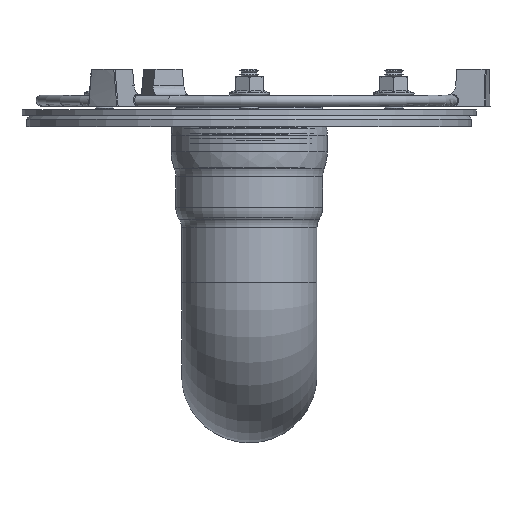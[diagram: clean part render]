
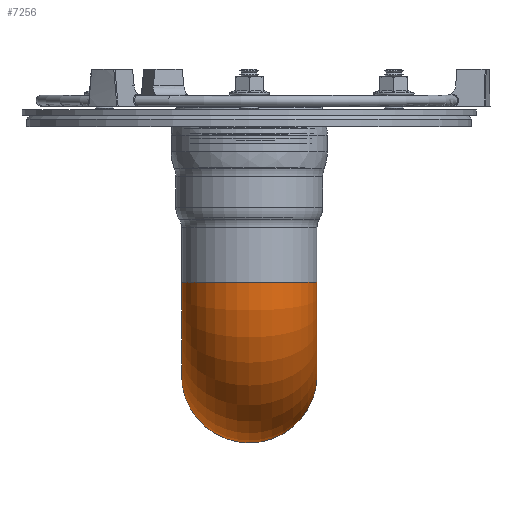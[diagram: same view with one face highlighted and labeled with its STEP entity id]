
A CAD part, left-side view. The second image highlights one B-rep face of the part: STEP entity #7256.
In plain terms, the highlighted toroidal (fillet/blend) face has major radius 500 mm and minor radius 365 mm.
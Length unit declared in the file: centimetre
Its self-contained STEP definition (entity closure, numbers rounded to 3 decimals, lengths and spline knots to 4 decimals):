
#66=TOROIDAL_SURFACE('',#8264,50.,36.5);
#1015=FACE_OUTER_BOUND('',#1583,.T.);
#1583=EDGE_LOOP('',(#6477,#6478,#6479,#6480,#6481));
#2798=CIRCLE('',#8265,36.5);
#2799=CIRCLE('',#8266,13.5);
#2800=CIRCLE('',#8267,36.5);
#2801=CIRCLE('',#8268,36.5);
#3397=VERTEX_POINT('',#14905);
#3398=VERTEX_POINT('',#14907);
#3399=VERTEX_POINT('',#14909);
#4425=EDGE_CURVE('',#3397,#3397,#2798,.T.);
#4426=EDGE_CURVE('',#3397,#3398,#2799,.T.);
#4427=EDGE_CURVE('',#3398,#3399,#2800,.T.);
#4428=EDGE_CURVE('',#3399,#3398,#2801,.T.);
#6477=ORIENTED_EDGE('',*,*,#4425,.F.);
#6478=ORIENTED_EDGE('',*,*,#4426,.T.);
#6479=ORIENTED_EDGE('',*,*,#4427,.T.);
#6480=ORIENTED_EDGE('',*,*,#4428,.T.);
#6481=ORIENTED_EDGE('',*,*,#4426,.F.);
#7256=ADVANCED_FACE('',(#1015),#66,.T.);
#8264=AXIS2_PLACEMENT_3D('',#14904,#10595,#10596);
#8265=AXIS2_PLACEMENT_3D('',#14906,#10597,#10598);
#8266=AXIS2_PLACEMENT_3D('',#14908,#10599,#10600);
#8267=AXIS2_PLACEMENT_3D('',#14910,#10601,#10602);
#8268=AXIS2_PLACEMENT_3D('',#14911,#10603,#10604);
#10595=DIRECTION('center_axis',(0.,1.,0.));
#10596=DIRECTION('ref_axis',(-1.,0.,0.));
#10597=DIRECTION('center_axis',(0.,0.,
1.));
#10598=DIRECTION('ref_axis',(1.,0.,0.));
#10599=DIRECTION('center_axis',(0.,-1.,0.));
#10600=DIRECTION('ref_axis',(-1.,0.,0.));
#10601=DIRECTION('center_axis',(-1.,0.,0.));
#10602=DIRECTION('ref_axis',(0.,0.,
1.));
#10603=DIRECTION('center_axis',(-1.,0.,0.));
#10604=DIRECTION('ref_axis',(0.,0.,
1.));
#14904=CARTESIAN_POINT('Origin',(1305.389,367.2945,-19.2287));
#14905=CARTESIAN_POINT('',(1291.889,367.2945,-19.2287));
#14906=CARTESIAN_POINT('Origin',(1255.389,367.2945,-19.2287));
#14907=CARTESIAN_POINT('',(1305.389,367.2945,-32.7287));
#14908=CARTESIAN_POINT('Origin',(1305.389,367.2945,-19.2287));
#14909=CARTESIAN_POINT('',(1305.389,367.2945,-105.7287));
#14910=CARTESIAN_POINT('Origin',(1305.389,367.2945,-69.2287));
#14911=CARTESIAN_POINT('Origin',(1305.389,367.2945,-69.2287));
